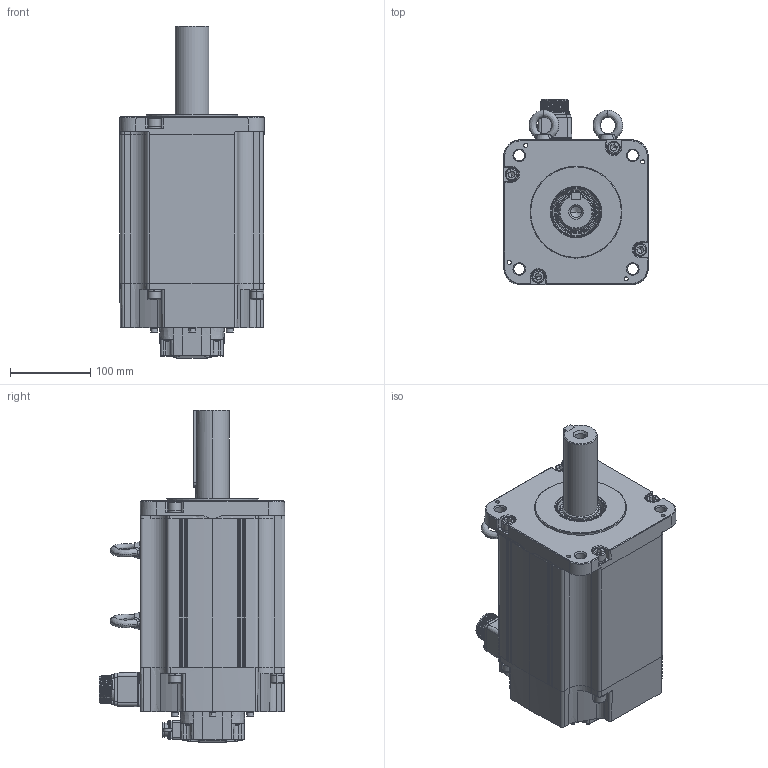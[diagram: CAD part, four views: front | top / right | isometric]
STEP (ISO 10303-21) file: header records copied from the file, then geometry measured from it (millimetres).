
FILE_DESCRIPTION (( 'STEP AP214' ), '1' );
FILE_NAME ('EM3G-75（抱闸）.STEP', '2023-11-17T01:08:21', ( '' ), ( '' ), 'SwSTEP 2.0', 'SolidWorks 2018', '' );
FILE_SCHEMA (( 'AUTOMOTIVE_DESIGN' ));
Length unit declared in the file: millimetre
Products named in the file (1): EM3G-75ㄗ惕掅ㄘ
Bounding box: 180 x 230.9 x 413 mm (x, y, z)
Volume: 7784074.1 mm3; surface area: 361122.4 mm2
Topology: 10 solids, 48 shells, 3285 faces, 8548 edges, 5428 vertices
Faces by surface type: plane 1546, cylinder 887, bspline 406, cone 273, torus 128, sphere 45
Entity records: 155356 total; most frequent: CARTESIAN_POINT 41600, ORIENTED_EDGE 16860, DIRECTION 15336, EDGE_CURVE 8430, VERTEX_POINT 5424, AXIS2_PLACEMENT_3D 5385, LINE 4566, VECTOR 4566
